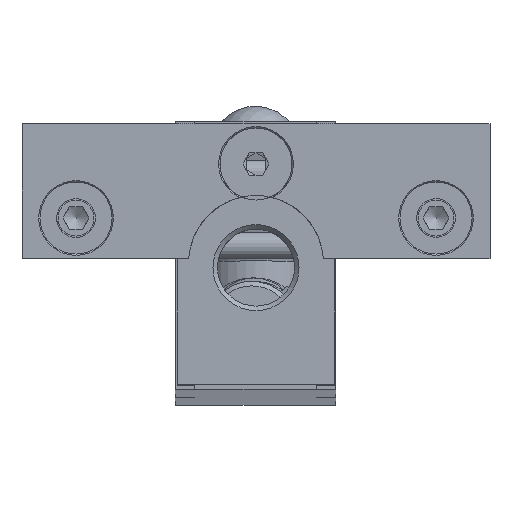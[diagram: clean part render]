
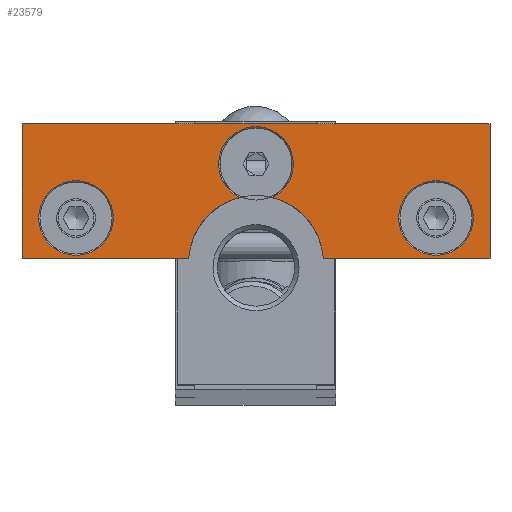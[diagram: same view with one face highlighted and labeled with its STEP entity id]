
A CAD part, top view. The second image highlights one B-rep face of the part: STEP entity #23579.
In plain terms, the highlighted planar face has unit normal (0, 0, 1).
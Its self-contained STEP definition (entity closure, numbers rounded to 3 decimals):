
#773=FACE_BOUND('',#5790,.T.);
#774=FACE_BOUND('',#5791,.T.);
#1203=PLANE('',#26227);
#1954=LINE('',#43064,#2873);
#1955=LINE('',#43066,#2874);
#1956=LINE('',#43068,#2875);
#1957=LINE('',#43070,#2876);
#1958=LINE('',#43071,#2877);
#2873=VECTOR('',#32195,10.);
#2874=VECTOR('',#32196,10.);
#2875=VECTOR('',#32197,10.);
#2876=VECTOR('',#32198,10.);
#2877=VECTOR('',#32199,10.);
#4471=FACE_OUTER_BOUND('',#5789,.T.);
#5789=EDGE_LOOP('',(#18828,#18829,#18830,#18831,#18832,#18833,#18834,#18835));
#5790=EDGE_LOOP('',(#18836));
#5791=EDGE_LOOP('',(#18837));
#7714=CIRCLE('',#26194,7.5);
#7716=CIRCLE('',#26196,7.5);
#7730=CIRCLE('',#26226,4.15);
#7731=CIRCLE('',#26228,4.15);
#7732=CIRCLE('',#26229,4.15);
#10146=VERTEX_POINT('',#42929);
#10147=VERTEX_POINT('',#42934);
#10150=VERTEX_POINT('',#42940);
#10151=VERTEX_POINT('',#42942);
#10187=VERTEX_POINT('',#43058);
#10188=VERTEX_POINT('',#43063);
#10189=VERTEX_POINT('',#43065);
#10190=VERTEX_POINT('',#43067);
#10191=VERTEX_POINT('',#43069);
#10192=VERTEX_POINT('',#43072);
#13285=EDGE_CURVE('',#10147,#10146,#7714,.T.);
#13289=EDGE_CURVE('',#10151,#10150,#7716,.T.);
#13336=EDGE_CURVE('',#10187,#10187,#7730,.T.);
#13338=EDGE_CURVE('',#10151,#10146,#7731,.T.);
#13339=EDGE_CURVE('',#10150,#10188,#1954,.T.);
#13340=EDGE_CURVE('',#10188,#10189,#1955,.T.);
#13341=EDGE_CURVE('',#10189,#10190,#1956,.T.);
#13342=EDGE_CURVE('',#10190,#10191,#1957,.T.);
#13343=EDGE_CURVE('',#10191,#10147,#1958,.T.);
#13344=EDGE_CURVE('',#10192,#10192,#7732,.T.);
#18828=ORIENTED_EDGE('',*,*,#13338,.F.);
#18829=ORIENTED_EDGE('',*,*,#13289,.T.);
#18830=ORIENTED_EDGE('',*,*,#13339,.T.);
#18831=ORIENTED_EDGE('',*,*,#13340,.T.);
#18832=ORIENTED_EDGE('',*,*,#13341,.T.);
#18833=ORIENTED_EDGE('',*,*,#13342,.T.);
#18834=ORIENTED_EDGE('',*,*,#13343,.T.);
#18835=ORIENTED_EDGE('',*,*,#13285,.T.);
#18836=ORIENTED_EDGE('',*,*,#13344,.F.);
#18837=ORIENTED_EDGE('',*,*,#13336,.F.);
#23579=ADVANCED_FACE('',(#4471,#773,#774),#1203,.T.);
#26194=AXIS2_PLACEMENT_3D('',#42935,#32097,#32098);
#26196=AXIS2_PLACEMENT_3D('',#42943,#32103,#32104);
#26226=AXIS2_PLACEMENT_3D('',#43059,#32188,#32189);
#26227=AXIS2_PLACEMENT_3D('',#43061,#32191,#32192);
#26228=AXIS2_PLACEMENT_3D('',#43062,#32193,#32194);
#26229=AXIS2_PLACEMENT_3D('',#43073,#32200,#32201);
#32097=DIRECTION('center_axis',(0.,0.,
-1.));
#32098=DIRECTION('ref_axis',(0.998,0.067,0.));
#32103=DIRECTION('center_axis',(0.,0.,
-1.));
#32104=DIRECTION('ref_axis',(0.998,0.067,0.));
#32188=DIRECTION('center_axis',(0.,0.,
1.));
#32189=DIRECTION('ref_axis',(-1.,0.,0.));
#32191=DIRECTION('center_axis',(0.,0.,
1.));
#32192=DIRECTION('ref_axis',(1.,0.,0.));
#32193=DIRECTION('center_axis',(0.,0.,
1.));
#32194=DIRECTION('ref_axis',(-1.,0.,0.));
#32195=DIRECTION('',(1.,0.,0.));
#32196=DIRECTION('',(0.,1.,0.));
#32197=DIRECTION('',(-1.,0.,0.));
#32198=DIRECTION('',(0.,-1.,0.));
#32199=DIRECTION('',(1.,0.,0.));
#32200=DIRECTION('center_axis',(0.,0.,
1.));
#32201=DIRECTION('ref_axis',(-1.,0.,0.));
#42929=CARTESIAN_POINT('',(-1.777,6.374,290.));
#42934=CARTESIAN_POINT('',(-7.433,-0.4,290.));
#42935=CARTESIAN_POINT('Origin',(0.05,-0.9,290.));
#42940=CARTESIAN_POINT('',(7.533,-0.4,290.));
#42942=CARTESIAN_POINT('',(1.877,6.374,290.));
#42943=CARTESIAN_POINT('Origin',(0.05,-0.9,290.));
#43058=CARTESIAN_POINT('',(24.2,4.1,290.));
#43059=CARTESIAN_POINT('Origin',(20.05,4.1,290.));
#43061=CARTESIAN_POINT('Origin',(0.05,7.549,290.));
#43062=CARTESIAN_POINT('Origin',(0.05,10.1,290.));
#43063=CARTESIAN_POINT('',(26.05,-0.4,290.));
#43064=CARTESIAN_POINT('',(26.05,-0.4,290.));
#43065=CARTESIAN_POINT('',(26.05,14.6,290.));
#43066=CARTESIAN_POINT('',(26.05,14.6,290.));
#43067=CARTESIAN_POINT('',(-25.95,14.6,290.));
#43068=CARTESIAN_POINT('',(-25.95,14.6,290.));
#43069=CARTESIAN_POINT('',(-25.95,-0.4,290.));
#43070=CARTESIAN_POINT('',(-25.95,-0.4,290.));
#43071=CARTESIAN_POINT('',(-7.433,-0.4,290.));
#43072=CARTESIAN_POINT('',(-15.8,4.1,290.));
#43073=CARTESIAN_POINT('Origin',(-19.95,4.1,290.));
